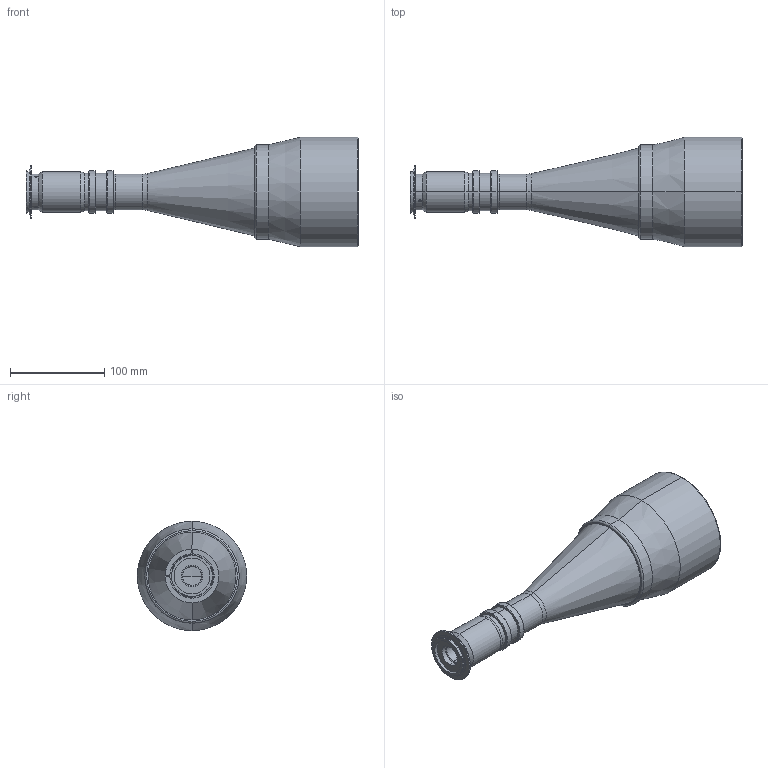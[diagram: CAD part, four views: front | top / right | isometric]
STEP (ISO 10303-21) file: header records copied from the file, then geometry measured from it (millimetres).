
FILE_DESCRIPTION (( 'STEP AP214' ), '1' );
FILE_NAME ('2M80_F.STEP', '2013-05-11T10:52:17', ( 'Work' ), ( '' ), 'SwSTEP 2.0', 'SolidWorks 2013', '' );
FILE_SCHEMA (( 'AUTOMOTIVE_DESIGN' ));
Length unit declared in the file: millimetre
Products named in the file (1): 2M80_F
Bounding box: 351.8 x 116 x 116 mm (x, y, z)
Surface area: 115041.3 mm2 (no closed solid volume)
Topology: 0 solids, 10 shells, 128 faces, 345 edges, 232 vertices
Faces by surface type: cylinder 63, plane 30, cone 27, torus 6, sphere 2
Entity records: 5915 total; most frequent: CARTESIAN_POINT 1196, DIRECTION 753, ORIENTED_EDGE 592, EDGE_CURVE 345, AXIS2_PLACEMENT_3D 311, VERTEX_POINT 232, CIRCLE 182, EDGE_LOOP 155
